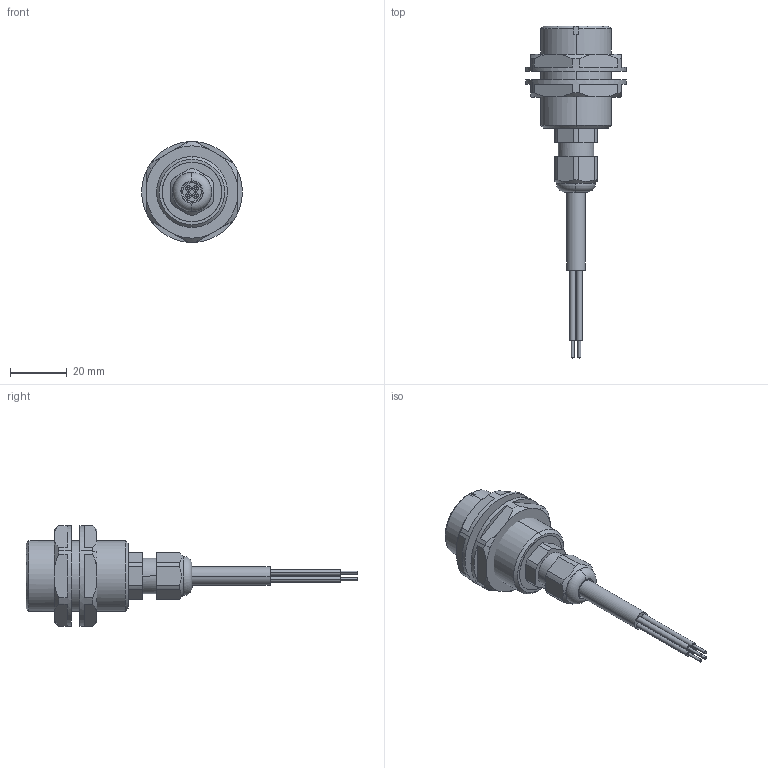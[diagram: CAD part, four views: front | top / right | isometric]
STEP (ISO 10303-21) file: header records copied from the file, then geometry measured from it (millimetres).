
FILE_DESCRIPTION (( 'STEP AP214' ), '1' );
FILE_NAME ('N25x-N27x.STEP', '2021-08-04T07:55:02', ( '' ), ( '' ), 'SwSTEP 2.0', 'SolidWorks 2021', '' );
FILE_SCHEMA (( 'AUTOMOTIVE_DESIGN' ));
Length unit declared in the file: millimetre
Products named in the file (15): CAVO PER SENSORI IN 3D DIAM 6.5-7.stp; CAVO PER SENSORI IN 3D DIAM 6.5-3.stp; 1SPR 01 00 0000_OK-1.stp; CAVO PER SENSORI IN 3D DIAM 6.5.stp; CAVO PER SENSORI IN 3D DIAM 6.5-5.stp; CAVO PER SENSORI IN 3D DIAM 6.5-4.stp; 1N25 01 00 0000-8.stp; N25x-N27x; 1N25 01 00 0000.stp; 1SPR 01 00 0000_OK.stp; 1VDA25010000; CAVO PER SENSORI IN 3D DIAM 6.5-6.stp; CAVO PER SENSORI IN 3D DIAM 6.5-2.stp; 1N25 00 00 0000.stp; 1N25 00 00 0000-0.stp
Assembly tree (18 placements, depth 3):
  N25x-N27x
    1N25 00 00 0000.stp
      1N25 00 00 0000-0.stp
    1SPR 01 00 0000_OK.stp
      1SPR 01 00 0000_OK-1.stp
    CAVO PER SENSORI IN 3D DIAM 6.5.stp
      CAVO PER SENSORI IN 3D DIAM 6.5-2.stp  x4
      CAVO PER SENSORI IN 3D DIAM 6.5-3.stp
      CAVO PER SENSORI IN 3D DIAM 6.5-4.stp
      CAVO PER SENSORI IN 3D DIAM 6.5-5.stp
      CAVO PER SENSORI IN 3D DIAM 6.5-6.stp
      CAVO PER SENSORI IN 3D DIAM 6.5-7.stp
    1N25 01 00 0000.stp
      1N25 01 00 0000-8.stp
    1VDA25010000  x2
Bounding box: 35.5 x 117 x 35.5 mm (x, y, z)
Volume: 28661.1 mm3; surface area: 13001.8 mm2
Topology: 14 solids, 14 shells, 191 faces, 457 edges, 301 vertices
Faces by surface type: plane 109, cylinder 34, bspline 24, cone 18, torus 6
Entity records: 6717 total; most frequent: CARTESIAN_POINT 3068, ORIENTED_EDGE 742, DIRECTION 493, EDGE_CURVE 371, VERTEX_POINT 244, AXIS2_PLACEMENT_3D 190, EDGE_LOOP 167, B_SPLINE_CURVE_WITH_KNOTS 166
